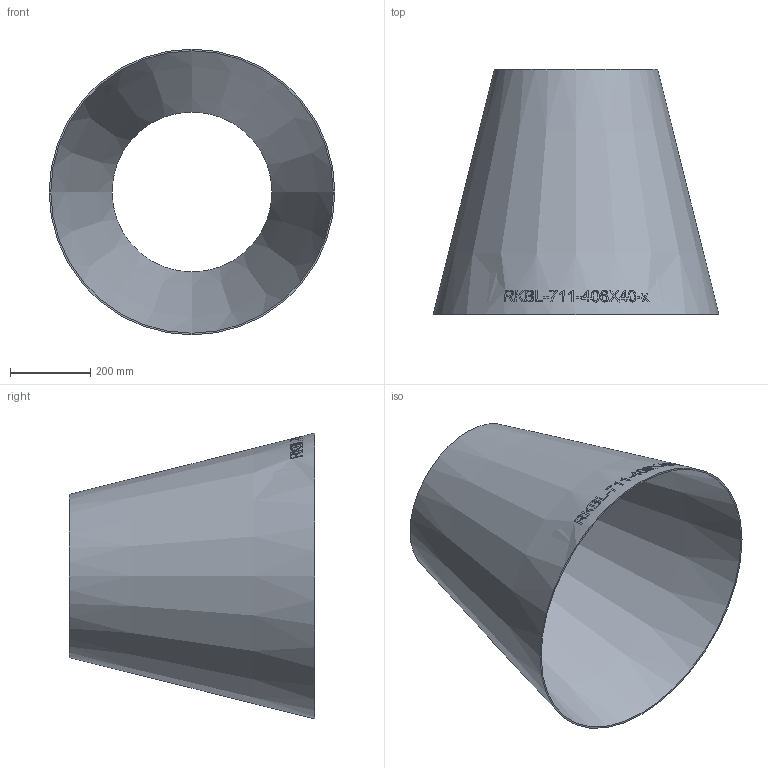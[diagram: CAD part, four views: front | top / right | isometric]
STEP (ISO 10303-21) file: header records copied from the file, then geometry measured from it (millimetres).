
FILE_DESCRIPTION (( 'STEP AP214' ), '1' );
FILE_NAME ('RKBL-711-406X40-x Reduzierung aus Blech 2006.STEP', '2020-06-08T13:55:11', ( '' ), ( '' ), 'SwSTEP 2.0', 'SolidWorks 2019', '' );
FILE_SCHEMA (( 'AUTOMOTIVE_DESIGN' ));
Length unit declared in the file: millimetre
Products named in the file (1): RKBL-711-406X40-x Reduzierung aus Blech 2006
Bounding box: 711.2 x 610 x 711.2 mm (x, y, z)
Volume: 4379036.5 mm3; surface area: 2205668.9 mm2
Topology: 1 solids, 1 shells, 214 faces, 561 edges, 374 vertices
Faces by surface type: bspline 185, cone 27, plane 2
Entity records: 37197 total; most frequent: CARTESIAN_POINT 31311, ORIENTED_EDGE 1118, EDGE_CURVE 559, B_SPLINE_CURVE_WITH_KNOTS 555, VERTEX_POINT 374, EDGE_LOOP 243, FACE_OUTER_BOUND 214, ADVANCED_FACE 214
